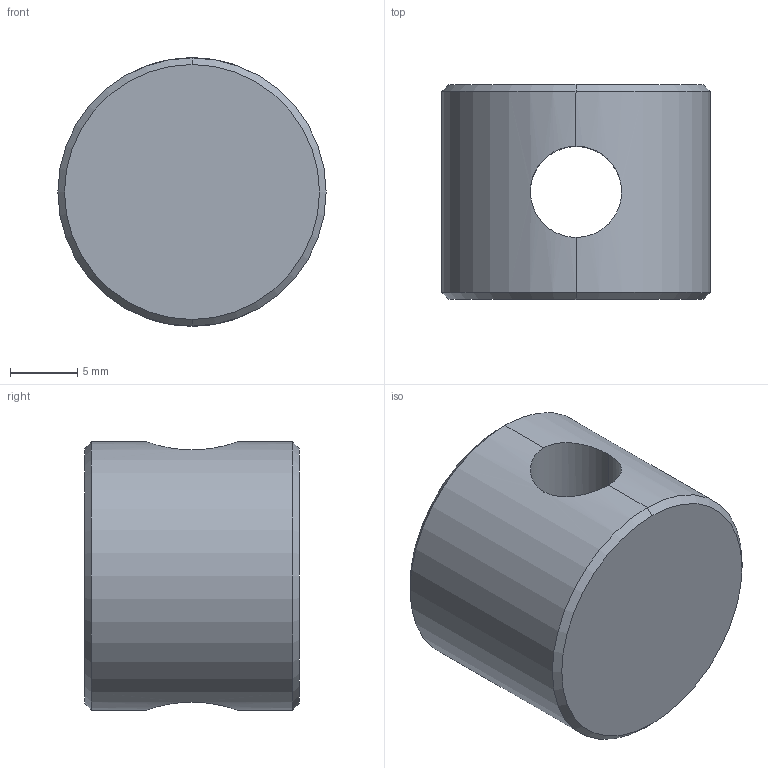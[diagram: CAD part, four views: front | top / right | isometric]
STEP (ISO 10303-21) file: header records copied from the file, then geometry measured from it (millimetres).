
FILE_DESCRIPTION (( 'STEP AP203' ), '1' );
FILE_NAME ('084.306.012.STEP', '2013-01-25T09:51:08', ( 'Alusic' ), ( 'Alusic' ), 'SwSTEP 2.0', 'SolidWorks 2011', '' );
FILE_SCHEMA (( 'CONFIG_CONTROL_DESIGN' ));
Length unit declared in the file: millimetre
Products named in the file (1): 084.306.012
Bounding box: 20 x 16 x 20 mm (x, y, z)
Volume: 4295.4 mm3; surface area: 1937.1 mm2
Topology: 1 solids, 1 shells, 10 faces, 26 edges, 16 vertices
Faces by surface type: cylinder 4, cone 4, plane 2
Entity records: 499 total; most frequent: CARTESIAN_POINT 181, ORIENTED_EDGE 52, DIRECTION 48, EDGE_CURVE 26, AXIS2_PLACEMENT_3D 19, VERTEX_POINT 16, ADVANCED_FACE 10, EDGE_LOOP 10
